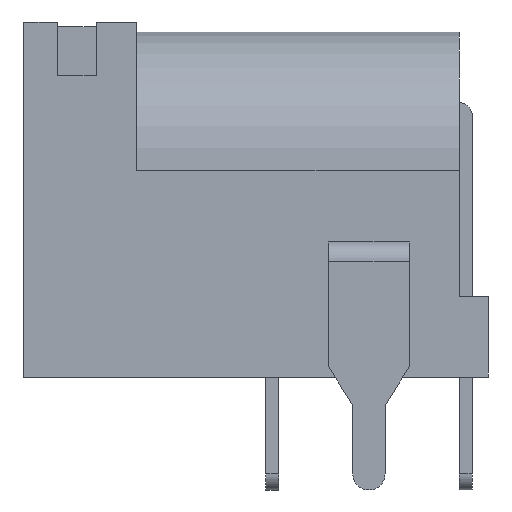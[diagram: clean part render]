
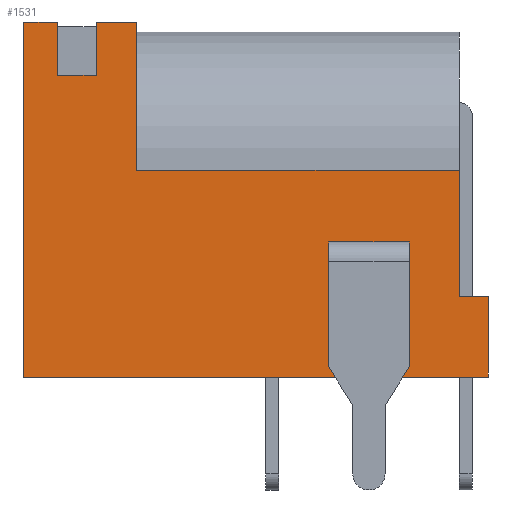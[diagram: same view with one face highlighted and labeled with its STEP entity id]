
A CAD part, front view. The second image highlights one B-rep face of the part: STEP entity #1531.
In plain terms, the highlighted planar face has unit normal (0, -1, 0).
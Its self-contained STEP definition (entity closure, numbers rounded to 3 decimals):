
#11 = CARTESIAN_POINT ( 'NONE',  ( -13.5, -4.5, -6.5 ) ) ;
#63 = EDGE_CURVE ( 'NONE', #92, #1364, #1189, .T. ) ;
#85 = DIRECTION ( 'NONE',  ( 0., 0., 1. ) ) ;
#91 = DIRECTION ( 'NONE',  ( 0., 0., -1. ) ) ;
#92 = VERTEX_POINT ( 'NONE', #1909 ) ;
#107 = EDGE_CURVE ( 'NONE', #1223, #1020, #225, .T. ) ;
#125 = DIRECTION ( 'NONE',  ( -1., 0., 0. ) ) ;
#138 = EDGE_CURVE ( 'NONE', #1199, #92, #872, .T. ) ;
#152 = ORIENTED_EDGE ( 'NONE', *, *, #1680, .T. ) ;
#163 = CARTESIAN_POINT ( 'NONE',  ( 0., -4.5, -0.1 ) ) ;
#167 = VECTOR ( 'NONE', #1484, 1000. ) ;
#172 = CARTESIAN_POINT ( 'NONE',  ( -12.45, -4.5, 4.5 ) ) ;
#203 = VECTOR ( 'NONE', #1505, 1000. ) ;
#206 = CARTESIAN_POINT ( 'NONE',  ( -4.05, -4.5, -2.716 ) ) ;
#225 = LINE ( 'NONE', #900, #1212 ) ;
#235 = CARTESIAN_POINT ( 'NONE',  ( -12.45, -4.5, 2.85 ) ) ;
#241 = EDGE_CURVE ( 'NONE', #276, #818, #1684, .T. ) ;
#252 = EDGE_CURVE ( 'NONE', #312, #305, #2023, .T. ) ;
#276 = VERTEX_POINT ( 'NONE', #163 ) ;
#297 = LINE ( 'NONE', #792, #1430 ) ;
#305 = VERTEX_POINT ( 'NONE', #172 ) ;
#312 = VERTEX_POINT ( 'NONE', #789 ) ;
#386 = VECTOR ( 'NONE', #783, 1000. ) ;
#410 = PLANE ( 'NONE',  #972 ) ;
#411 = ORIENTED_EDGE ( 'NONE', *, *, #138, .F. ) ;
#413 = VECTOR ( 'NONE', #91, 1000. ) ;
#426 = CARTESIAN_POINT ( 'NONE',  ( -1.7, -4.5, -0.1 ) ) ;
#440 = DIRECTION ( 'NONE',  ( 0., 0., 1. ) ) ;
#446 = EDGE_CURVE ( 'NONE', #725, #625, #1507, .T. ) ;
#478 = FACE_OUTER_BOUND ( 'NONE', #1702, .T. ) ;
#486 = VERTEX_POINT ( 'NONE', #864 ) ;
#496 = VECTOR ( 'NONE', #726, 1000. ) ;
#528 = VECTOR ( 'NONE', #2009, 1000. ) ;
#531 = LINE ( 'NONE', #929, #1416 ) ;
#541 = CARTESIAN_POINT ( 'NONE',  ( -10., -4.5, -0.1 ) ) ;
#574 = CARTESIAN_POINT ( 'NONE',  ( -13.5, -4.5, -6.5 ) ) ;
#579 = CARTESIAN_POINT ( 'NONE',  ( -1.55, -4.5, -2.316 ) ) ;
#580 = LINE ( 'NONE', #1494, #167 ) ;
#625 = VERTEX_POINT ( 'NONE', #579 ) ;
#634 = DIRECTION ( 'NONE',  ( 1., 0., 0. ) ) ;
#644 = DIRECTION ( 'NONE',  ( 0., 0., -1. ) ) ;
#659 = ORIENTED_EDGE ( 'NONE', *, *, #63, .F. ) ;
#660 = EDGE_CURVE ( 'NONE', #1364, #818, #844, .T. ) ;
#691 = CARTESIAN_POINT ( 'NONE',  ( -11.25, -4.5, 2.85 ) ) ;
#725 = VERTEX_POINT ( 'NONE', #1299 ) ;
#726 = DIRECTION ( 'NONE',  ( 1., 0., 0. ) ) ;
#763 = VECTOR ( 'NONE', #85, 1000. ) ;
#783 = DIRECTION ( 'NONE',  ( 1., 0., 0. ) ) ;
#789 = CARTESIAN_POINT ( 'NONE',  ( -13.5, -4.5, 4.5 ) ) ;
#790 = CARTESIAN_POINT ( 'NONE',  ( -4.05, -4.5, -2.316 ) ) ;
#792 = CARTESIAN_POINT ( 'NONE',  ( 0., -4.5, -0.1 ) ) ;
#810 = ORIENTED_EDGE ( 'NONE', *, *, #1065, .F. ) ;
#818 = VERTEX_POINT ( 'NONE', #541 ) ;
#839 = CARTESIAN_POINT ( 'NONE',  ( 0.9, -4.5, -4. ) ) ;
#844 = LINE ( 'NONE', #1730, #413 ) ;
#864 = CARTESIAN_POINT ( 'NONE',  ( -4.05, -4.5, -2.716 ) ) ;
#872 = LINE ( 'NONE', #1054, #763 ) ;
#897 = VECTOR ( 'NONE', #644, 1000. ) ;
#900 = CARTESIAN_POINT ( 'NONE',  ( -3.946, -4.5, -4. ) ) ;
#907 = DIRECTION ( 'NONE',  ( 1., 0., 0. ) ) ;
#915 = VECTOR ( 'NONE', #1673, 1000. ) ;
#926 = CARTESIAN_POINT ( 'NONE',  ( -13.5, -4.5, 4.5 ) ) ;
#929 = CARTESIAN_POINT ( 'NONE',  ( -4.05, -4.5, -2.316 ) ) ;
#950 = EDGE_LOOP ( 'NONE', ( #1552, #1334, #1196, #1605 ) ) ;
#951 = CARTESIAN_POINT ( 'NONE',  ( -4.05, -4.5, -2.316 ) ) ;
#972 = AXIS2_PLACEMENT_3D ( 'NONE', #574, #1904, #440 ) ;
#993 = VECTOR ( 'NONE', #634, 1000. ) ;
#999 = EDGE_CURVE ( 'NONE', #1223, #276, #297, .T. ) ;
#1004 = LINE ( 'NONE', #1338, #897 ) ;
#1020 = VERTEX_POINT ( 'NONE', #1479 ) ;
#1054 = CARTESIAN_POINT ( 'NONE',  ( -11.25, -4.5, 4.35 ) ) ;
#1065 = EDGE_CURVE ( 'NONE', #305, #1983, #1004, .T. ) ;
#1075 = VERTEX_POINT ( 'NONE', #1807 ) ;
#1097 = VERTEX_POINT ( 'NONE', #11 ) ;
#1115 = CARTESIAN_POINT ( 'NONE',  ( -10., -4.5, 4.5 ) ) ;
#1121 = EDGE_CURVE ( 'NONE', #486, #725, #1419, .T. ) ;
#1172 = DIRECTION ( 'NONE',  ( -1., 0., 0. ) ) ;
#1176 = LINE ( 'NONE', #790, #1445 ) ;
#1189 = LINE ( 'NONE', #1889, #496 ) ;
#1196 = ORIENTED_EDGE ( 'NONE', *, *, #1392, .F. ) ;
#1198 = LINE ( 'NONE', #1634, #1960 ) ;
#1199 = VERTEX_POINT ( 'NONE', #691 ) ;
#1212 = VECTOR ( 'NONE', #907, 1000. ) ;
#1223 = VERTEX_POINT ( 'NONE', #2065 ) ;
#1263 = DIRECTION ( 'NONE',  ( 0., 0., -1. ) ) ;
#1269 = DIRECTION ( 'NONE',  ( 0., 0., 1. ) ) ;
#1275 = ORIENTED_EDGE ( 'NONE', *, *, #2070, .F. ) ;
#1299 = CARTESIAN_POINT ( 'NONE',  ( -1.55, -4.5, -2.716 ) ) ;
#1304 = EDGE_CURVE ( 'NONE', #2114, #486, #531, .T. ) ;
#1332 = DIRECTION ( 'NONE',  ( 1., 0., 0. ) ) ;
#1334 = ORIENTED_EDGE ( 'NONE', *, *, #1304, .F. ) ;
#1338 = CARTESIAN_POINT ( 'NONE',  ( -12.45, -4.5, 4.35 ) ) ;
#1357 = ORIENTED_EDGE ( 'NONE', *, *, #107, .F. ) ;
#1364 = VERTEX_POINT ( 'NONE', #1115 ) ;
#1392 = EDGE_CURVE ( 'NONE', #625, #2114, #1176, .T. ) ;
#1414 = ORIENTED_EDGE ( 'NONE', *, *, #252, .F. ) ;
#1416 = VECTOR ( 'NONE', #1263, 1000. ) ;
#1419 = LINE ( 'NONE', #206, #915 ) ;
#1430 = VECTOR ( 'NONE', #1269, 1000. ) ;
#1445 = VECTOR ( 'NONE', #1172, 1000. ) ;
#1458 = CARTESIAN_POINT ( 'NONE',  ( -12.45, -4.5, 2.85 ) ) ;
#1479 = CARTESIAN_POINT ( 'NONE',  ( 0.9, -4.5, -4. ) ) ;
#1484 = DIRECTION ( 'NONE',  ( 0., 0., 1. ) ) ;
#1492 = ORIENTED_EDGE ( 'NONE', *, *, #1670, .F. ) ;
#1494 = CARTESIAN_POINT ( 'NONE',  ( -13.5, -4.5, -6.5 ) ) ;
#1495 = ORIENTED_EDGE ( 'NONE', *, *, #1791, .F. ) ;
#1505 = DIRECTION ( 'NONE',  ( 0., 0., 1. ) ) ;
#1507 = LINE ( 'NONE', #2002, #203 ) ;
#1531 = ADVANCED_FACE ( 'NONE', ( #1722, #478 ), #410, .F. ) ;
#1552 = ORIENTED_EDGE ( 'NONE', *, *, #1121, .F. ) ;
#1564 = ORIENTED_EDGE ( 'NONE', *, *, #241, .T. ) ;
#1605 = ORIENTED_EDGE ( 'NONE', *, *, #446, .F. ) ;
#1634 = CARTESIAN_POINT ( 'NONE',  ( -13.5, -4.5, -6.5 ) ) ;
#1670 = EDGE_CURVE ( 'NONE', #1097, #312, #580, .T. ) ;
#1673 = DIRECTION ( 'NONE',  ( 1., 0., 0. ) ) ;
#1680 = EDGE_CURVE ( 'NONE', #1097, #1075, #1198, .T. ) ;
#1684 = LINE ( 'NONE', #426, #1788 ) ;
#1702 = EDGE_LOOP ( 'NONE', ( #1495, #1357, #2018, #1564, #2011, #659, #411, #1275, #810, #1414, #1492, #152 ) ) ;
#1716 = LINE ( 'NONE', #1458, #993 ) ;
#1722 = FACE_BOUND ( 'NONE', #950, .T. ) ;
#1730 = CARTESIAN_POINT ( 'NONE',  ( -10., -4.5, 4.5 ) ) ;
#1788 = VECTOR ( 'NONE', #125, 1000. ) ;
#1791 = EDGE_CURVE ( 'NONE', #1020, #1075, #2035, .T. ) ;
#1807 = CARTESIAN_POINT ( 'NONE',  ( 0.9, -4.5, -6.5 ) ) ;
#1889 = CARTESIAN_POINT ( 'NONE',  ( -13.5, -4.5, 4.5 ) ) ;
#1904 = DIRECTION ( 'NONE',  ( 0., 1., 0. ) ) ;
#1909 = CARTESIAN_POINT ( 'NONE',  ( -11.25, -4.5, 4.5 ) ) ;
#1960 = VECTOR ( 'NONE', #1332, 1000. ) ;
#1983 = VERTEX_POINT ( 'NONE', #235 ) ;
#2002 = CARTESIAN_POINT ( 'NONE',  ( -1.55, -4.5, -2.316 ) ) ;
#2009 = DIRECTION ( 'NONE',  ( 0., 0., -1. ) ) ;
#2011 = ORIENTED_EDGE ( 'NONE', *, *, #660, .F. ) ;
#2018 = ORIENTED_EDGE ( 'NONE', *, *, #999, .T. ) ;
#2023 = LINE ( 'NONE', #926, #386 ) ;
#2035 = LINE ( 'NONE', #839, #528 ) ;
#2065 = CARTESIAN_POINT ( 'NONE',  ( 0., -4.5, -4. ) ) ;
#2070 = EDGE_CURVE ( 'NONE', #1983, #1199, #1716, .T. ) ;
#2114 = VERTEX_POINT ( 'NONE', #951 ) ;
